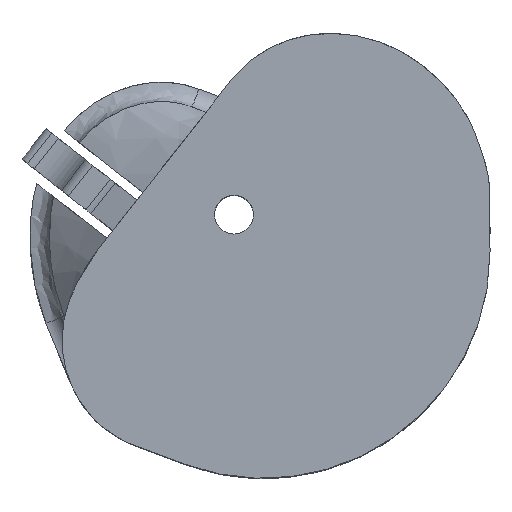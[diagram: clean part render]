
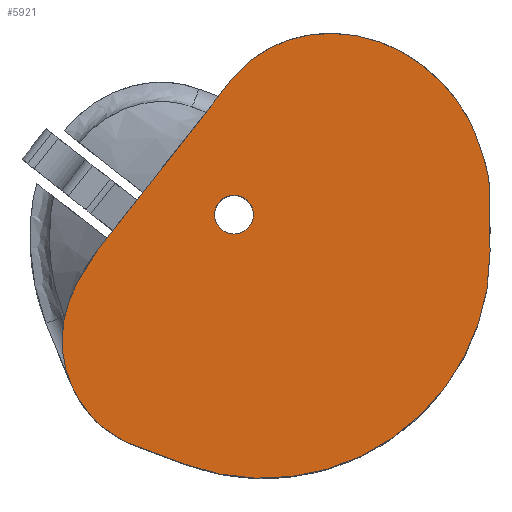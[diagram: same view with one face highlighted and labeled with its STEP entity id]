
A CAD part, top view. The second image highlights one B-rep face of the part: STEP entity #5921.
In plain terms, the highlighted planar face has unit normal (0, 0, 1).
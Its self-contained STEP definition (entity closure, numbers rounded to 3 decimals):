
#297 = CARTESIAN_POINT ( 'NONE',  ( -14.011, -8.663, 0. ) ) ;
#468 = VERTEX_POINT ( 'NONE', #3333 ) ;
#522 = CARTESIAN_POINT ( 'NONE',  ( 0.164, 11.458, 0. ) ) ;
#528 = DIRECTION ( 'NONE',  ( 0., 0., 1. ) ) ;
#599 = DIRECTION ( 'NONE',  ( 1., 0., 0. ) ) ;
#613 = VECTOR ( 'NONE', #4499, 1000. ) ;
#719 = DIRECTION ( 'NONE',  ( 1., 0., 0. ) ) ;
#748 = VERTEX_POINT ( 'NONE', #3648 ) ;
#818 = CARTESIAN_POINT ( 'NONE',  ( -4.036, -20.394, 0. ) ) ;
#822 = EDGE_CURVE ( 'NONE', #4751, #2573, #5229, .T. ) ;
#914 = DIRECTION ( 'NONE',  ( 0., 0., 1. ) ) ;
#1097 = CARTESIAN_POINT ( 'NONE',  ( 2.42, -3.04, 0. ) ) ;
#1405 = CARTESIAN_POINT ( 'NONE',  ( -14.103, -11.135, 0. ) ) ;
#1473 = CARTESIAN_POINT ( 'NONE',  ( -11.115, -2.846, 0. ) ) ;
#1519 = CARTESIAN_POINT ( 'NONE',  ( -13.293, -6.451, 0. ) ) ;
#1658 = CARTESIAN_POINT ( 'NONE',  ( 14.72, 12.784, 0. ) ) ;
#1692 = CARTESIAN_POINT ( 'NONE',  ( 4.28, 14.283, 0. ) ) ;
#1799 = ORIENTED_EDGE ( 'NONE', *, *, #7063, .T. ) ;
#1920 = VERTEX_POINT ( 'NONE', #5239 ) ;
#1955 = AXIS2_PLACEMENT_3D ( 'NONE', #2375, #5453, #1994 ) ;
#1994 = DIRECTION ( 'NONE',  ( 1., 0., 0. ) ) ;
#2046 = ORIENTED_EDGE ( 'NONE', *, *, #3823, .T. ) ;
#2076 = EDGE_LOOP ( 'NONE', ( #5759, #2046, #7266, #2124, #5535, #1799 ) ) ;
#2124 = ORIENTED_EDGE ( 'NONE', *, *, #3344, .T. ) ;
#2126 = CARTESIAN_POINT ( 'NONE',  ( -13.564, -13.54, 0. ) ) ;
#2142 = CARTESIAN_POINT ( 'NONE',  ( -1.587, 0., 0. ) ) ;
#2152 = VERTEX_POINT ( 'NONE', #3394 ) ;
#2180 = LINE ( 'NONE', #4602, #613 ) ;
#2296 = CARTESIAN_POINT ( 'NONE',  ( 16.562, 11.324, 0. ) ) ;
#2375 = CARTESIAN_POINT ( 'NONE',  ( 0., 0., 0. ) ) ;
#2405 = ORIENTED_EDGE ( 'NONE', *, *, #822, .F. ) ;
#2573 = VERTEX_POINT ( 'NONE', #5963 ) ;
#2579 = CARTESIAN_POINT ( 'NONE',  ( 20.937, 1.727, 0. ) ) ;
#2619 = CARTESIAN_POINT ( 'NONE',  ( -9.396, -18.34, 0. ) ) ;
#2768 = DIRECTION ( 'NONE',  ( 1., 0., 0. ) ) ;
#2845 = DIRECTION ( 'NONE',  ( -0.619, -0.786, 0. ) ) ;
#2939 = VERTEX_POINT ( 'NONE', #818 ) ;
#3111 = DIRECTION ( 'NONE',  ( 0., 0., 1. ) ) ;
#3222 = CARTESIAN_POINT ( 'NONE',  ( -8.075, -18.89, 0. ) ) ;
#3257 = CARTESIAN_POINT ( 'NONE',  ( -8.364, -18.783, 0. ) ) ;
#3268 = EDGE_CURVE ( 'NONE', #2939, #468, #4527, .T. ) ;
#3333 = CARTESIAN_POINT ( 'NONE',  ( 20.937, -3.04, 0. ) ) ;
#3344 = EDGE_CURVE ( 'NONE', #748, #1920, #6949, .T. ) ;
#3371 = CARTESIAN_POINT ( 'NONE',  ( 12.82, 13.827, 0. ) ) ;
#3394 = CARTESIAN_POINT ( 'NONE',  ( -8.075, -18.89, 0. ) ) ;
#3438 = CARTESIAN_POINT ( 'NONE',  ( 0.982, 12.373, 0. ) ) ;
#3442 = FACE_BOUND ( 'NONE', #6661, .T. ) ;
#3648 = CARTESIAN_POINT ( 'NONE',  ( -0.265, 10.931, 0. ) ) ;
#3779 = CARTESIAN_POINT ( 'NONE',  ( -10.909, -17.324, 0. ) ) ;
#3823 = EDGE_CURVE ( 'NONE', #468, #6866, #2180, .T. ) ;
#3856 = CARTESIAN_POINT ( 'NONE',  ( -12.466, -15.601, 0. ) ) ;
#4163 = AXIS2_PLACEMENT_3D ( 'NONE', #6196, #914, #2768 ) ;
#4325 = CARTESIAN_POINT ( 'NONE',  ( -12.271, -4.525, 0. ) ) ;
#4475 = CARTESIAN_POINT ( 'NONE',  ( -0.265, 10.931, 0. ) ) ;
#4479 = EDGE_CURVE ( 'NONE', #2573, #4751, #5632, .T. ) ;
#4499 = DIRECTION ( 'NONE',  ( 0., 1., 0. ) ) ;
#4527 = CIRCLE ( 'NONE', #4163, 18.516 ) ;
#4545 = CARTESIAN_POINT ( 'NONE',  ( 10.745, 14.527, 0. ) ) ;
#4566 = EDGE_CURVE ( 'NONE', #1920, #2152, #6493, .T. ) ;
#4602 = CARTESIAN_POINT ( 'NONE',  ( 20.937, 1.727, 0. ) ) ;
#4614 = EDGE_CURVE ( 'NONE', #6866, #748, #6132, .T. ) ;
#4699 = FACE_OUTER_BOUND ( 'NONE', #2076, .T. ) ;
#4709 = ORIENTED_EDGE ( 'NONE', *, *, #4479, .F. ) ;
#4751 = VERTEX_POINT ( 'NONE', #2142 ) ;
#4900 = CARTESIAN_POINT ( 'NONE',  ( 20.937, 3.007, 0. ) ) ;
#4952 = LINE ( 'NONE', #5485, #5744 ) ;
#5201 = PLANE ( 'NONE',  #5259 ) ;
#5229 = CIRCLE ( 'NONE', #1955, 1.588 ) ;
#5239 = CARTESIAN_POINT ( 'NONE',  ( -11.115, -2.846, 0. ) ) ;
#5259 = AXIS2_PLACEMENT_3D ( 'NONE', #1097, #528, #599 ) ;
#5268 = VECTOR ( 'NONE', #2845, 1000. ) ;
#5453 = DIRECTION ( 'NONE',  ( 0., 0., 1. ) ) ;
#5485 = CARTESIAN_POINT ( 'NONE',  ( -4.036, -20.394, 0. ) ) ;
#5512 = CARTESIAN_POINT ( 'NONE',  ( -11.52, -3.392, 0. ) ) ;
#5535 = ORIENTED_EDGE ( 'NONE', *, *, #4566, .T. ) ;
#5632 = CIRCLE ( 'NONE', #6613, 1.588 ) ;
#5692 = CARTESIAN_POINT ( 'NONE',  ( 2.551, 13.473, 0. ) ) ;
#5725 = CARTESIAN_POINT ( 'NONE',  ( 8.592, 14.872, 0. ) ) ;
#5744 = VECTOR ( 'NONE', #7362, 1000. ) ;
#5759 = ORIENTED_EDGE ( 'NONE', *, *, #3268, .T. ) ;
#5806 = CARTESIAN_POINT ( 'NONE',  ( -0.265, 10.931, 0. ) ) ;
#5921 = ADVANCED_FACE ( 'NONE', ( #3442, #4699 ), #5201, .T. ) ;
#5963 = CARTESIAN_POINT ( 'NONE',  ( 1.588, 0., 0. ) ) ;
#6027 = CARTESIAN_POINT ( 'NONE',  ( 20.937, 1.727, 0. ) ) ;
#6132 = B_SPLINE_CURVE_WITH_KNOTS ( 'NONE', 3,
 ( #2579, #4900, #6658, #6842, #7457, #2296, #1658, #3371, #4545, #5725, #6877, #1692, #5692, #3438, #522, #4475 ),
 .UNSPECIFIED., .F., .F.,
 ( 4, 1, 1, 1, 1, 1, 1, 1, 1, 1, 1, 1, 1, 4 ),
 ( 0.017, 0.055, 0.074, 0.098, 0.121, 0.141, 0.164, 0.184, 0.203, 0.227, 0.246, 0.266, 0.281, 0.301 ),
 .UNSPECIFIED. ) ;
#6196 = CARTESIAN_POINT ( 'NONE',  ( 2.42, -3.04, 0. ) ) ;
#6493 = B_SPLINE_CURVE_WITH_KNOTS ( 'NONE', 3,
 ( #1473, #5512, #4325, #1519, #297, #1405, #2126, #3856, #3779, #2619, #3257, #3222 ),
 .UNSPECIFIED., .F., .F.,
 ( 4, 1, 1, 1, 1, 1, 1, 1, 1, 4 ),
 ( 0.469, 0.488, 0.508, 0.531, 0.555, 0.578, 0.602, 0.621, 0.645, 0.653 ),
 .UNSPECIFIED. ) ;
#6613 = AXIS2_PLACEMENT_3D ( 'NONE', #7036, #3111, #719 ) ;
#6658 = CARTESIAN_POINT ( 'NONE',  ( 20.304, 5.128, 0. ) ) ;
#6661 = EDGE_LOOP ( 'NONE', ( #4709, #2405 ) ) ;
#6842 = CARTESIAN_POINT ( 'NONE',  ( 19.389, 7.606, 0. ) ) ;
#6866 = VERTEX_POINT ( 'NONE', #6027 ) ;
#6877 = CARTESIAN_POINT ( 'NONE',  ( 6.406, 14.796, 0. ) ) ;
#6949 = LINE ( 'NONE', #5806, #5268 ) ;
#7036 = CARTESIAN_POINT ( 'NONE',  ( 0., 0., 0. ) ) ;
#7063 = EDGE_CURVE ( 'NONE', #2152, #2939, #4952, .T. ) ;
#7266 = ORIENTED_EDGE ( 'NONE', *, *, #4614, .T. ) ;
#7362 = DIRECTION ( 'NONE',  ( 0.937, -0.349, 0. ) ) ;
#7457 = CARTESIAN_POINT ( 'NONE',  ( 18.063, 9.636, 0. ) ) ;
